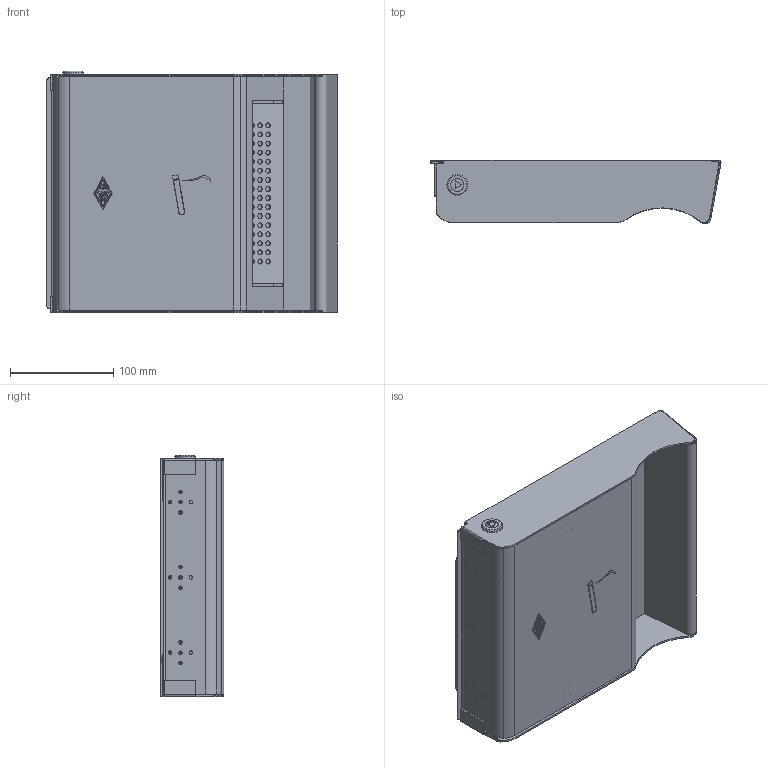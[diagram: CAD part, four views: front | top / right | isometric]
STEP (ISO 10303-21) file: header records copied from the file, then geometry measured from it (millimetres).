
FILE_DESCRIPTION(('STEP AP214'),'1');
FILE_NAME('V_Wandascher.STP','2026-01-14T10:43:30',(' '),(' '),'Spatial InterOp 3D',' ',' ');
FILE_SCHEMA(('AUTOMOTIVE_DESIGN { 1 0 10303 214 1 1 1 1 }'));
Length unit declared in the file: millimetre
Products named in the file (1): Wandascher Teil 2:1
Bounding box: 281.33 x 61.49 x 234.52 mm (x, y, z)
Volume: 356949.2 mm3; surface area: 486326.1 mm2
Topology: 1 solids, 1 shells, 505 faces, 1466 edges, 966 vertices
Faces by surface type: cylinder 238, plane 235, bspline 30, cone 2
Entity records: 17696 total; most frequent: CARTESIAN_POINT 3614, ORIENTED_EDGE 2932, DIRECTION 2846, EDGE_CURVE 1466, AXIS2_PLACEMENT_3D 968, VERTEX_POINT 966, LINE 910, VECTOR 910
